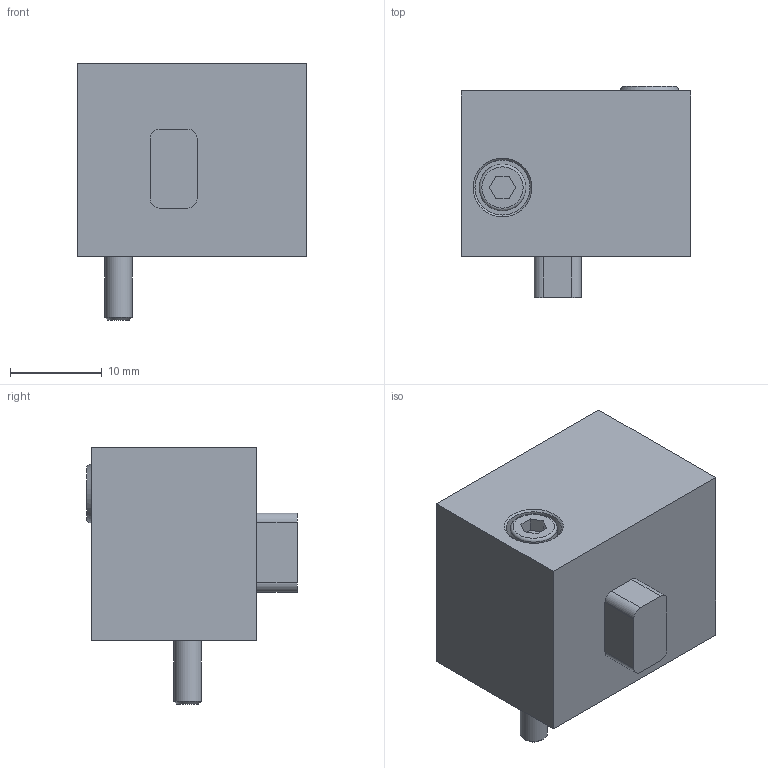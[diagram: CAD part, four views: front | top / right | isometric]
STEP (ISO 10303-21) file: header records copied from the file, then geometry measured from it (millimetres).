
FILE_DESCRIPTION(/* description */ ('STEP AP214'),/* implementation_level */ '2;1');
FILE_NAME(/* name */ '178563_SMPO-8E',/* time_stamp */ '2024-09-15T08:26:00+02:00',/* author */ ('License CC BY-ND 4.0'),/* organization */ ('CADENAS'),/* preprocessor_version */ 'ST-DEVELOPER v19.3',/* originating_system */ 'PARTsolutions',/* authorisation */ ' ');
FILE_SCHEMA (('AUTOMOTIVE_DESIGN {1 0 10303 214 3 1 1}'));
Length unit declared in the file: millimetre
Products named in the file (1): 178563 SMPO-8E
Bounding box: 25 x 22.95 x 27.9 mm (x, y, z)
Volume: 9431.2 mm3; surface area: 3292.6 mm2
Topology: 1 solids, 1 shells, 56 faces, 119 edges, 77 vertices
Faces by surface type: plane 36, cylinder 12, cone 7, torus 1
Full cylindrical faces by diameter (mm): 1.82 x1, 3 x1, 4.134 x3, 5.1 x1, 6 x2
Entity records: 1450 total; most frequent: DIRECTION 250, CARTESIAN_POINT 237, ORIENTED_EDGE 206, EDGE_CURVE 103, AXIS2_PLACEMENT_3D 90, EDGE_LOOP 84, FACE_BOUND 84, VERTEX_POINT 77
